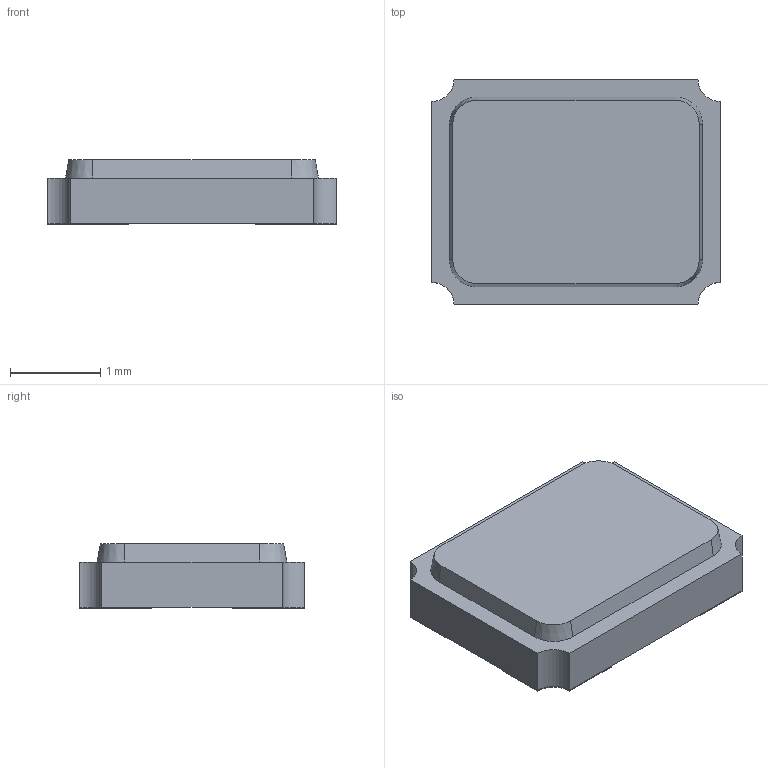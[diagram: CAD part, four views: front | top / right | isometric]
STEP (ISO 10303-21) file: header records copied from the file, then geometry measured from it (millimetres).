
FILE_DESCRIPTION (( 'STEP AP214' ), '1' );
FILE_NAME ('User Library-OSCCC320X250X70.STEP', '2020-07-26T22:04:58', ( '' ), ( '' ), 'SwSTEP 2.0', 'SolidWorks 2020', '' );
FILE_SCHEMA (( 'AUTOMOTIVE_DESIGN' ));
Length unit declared in the file: millimetre
Products named in the file (1): User Library-OSCCC320X250X70
Bounding box: 3.2 x 2.5 x 0.71 mm (x, y, z)
Volume: 5.1 mm3; surface area: 28.1 mm2
Topology: 5 solids, 5 shells, 47 faces, 108 edges, 72 vertices
Faces by surface type: plane 35, cylinder 8, cone 4
Entity records: 1495 total; most frequent: DIRECTION 228, CARTESIAN_POINT 228, ORIENTED_EDGE 216, EDGE_CURVE 108, LINE 84, VECTOR 84, VERTEX_POINT 72, AXIS2_PLACEMENT_3D 72
